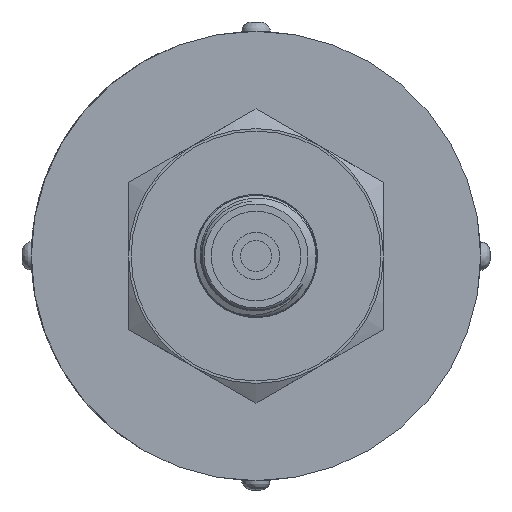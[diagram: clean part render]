
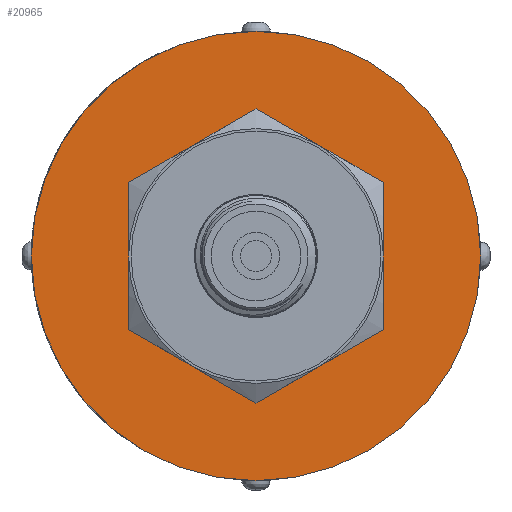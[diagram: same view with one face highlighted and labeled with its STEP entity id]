
A CAD part, left-side view. The second image highlights one B-rep face of the part: STEP entity #20965.
In plain terms, the highlighted face is planar.
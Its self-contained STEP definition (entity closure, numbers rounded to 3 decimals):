
#169=FACE_BOUND('',#2648,.T.);
#916=PLANE('',#22355);
#1415=FACE_OUTER_BOUND('',#2647,.T.);
#2647=EDGE_LOOP('',(#14717));
#2648=EDGE_LOOP('',(#14718));
#3907=CIRCLE('',#22354,13.25);
#3908=CIRCLE('',#22356,23.813);
#8764=VERTEX_POINT('',#35454);
#8765=VERTEX_POINT('',#35458);
#11075=EDGE_CURVE('',#8764,#8764,#3907,.T.);
#11076=EDGE_CURVE('',#8765,#8765,#3908,.T.);
#14717=ORIENTED_EDGE('',*,*,#11076,.F.);
#14718=ORIENTED_EDGE('',*,*,#11075,.T.);
#20965=ADVANCED_FACE('',(#1415,#169),#916,.T.);
#22354=AXIS2_PLACEMENT_3D('',#35456,#23816,#23817);
#22355=AXIS2_PLACEMENT_3D('',#35457,#23818,#23819);
#22356=AXIS2_PLACEMENT_3D('',#35459,#23820,#23821);
#23816=DIRECTION('center_axis',(-1.,0.,0.));
#23817=DIRECTION('ref_axis',(0.,0.,
1.));
#23818=DIRECTION('center_axis',(1.,0.,0.));
#23819=DIRECTION('ref_axis',(0.,0.,
-1.));
#23820=DIRECTION('center_axis',(-1.,0.,0.));
#23821=DIRECTION('ref_axis',(0.,0.,
1.));
#35454=CARTESIAN_POINT('',(34.,-13.25,0.));
#35456=CARTESIAN_POINT('Origin',(34.,0.,0.));
#35457=CARTESIAN_POINT('Origin',(34.,23.813,0.));
#35458=CARTESIAN_POINT('',(34.,-23.813,0.));
#35459=CARTESIAN_POINT('Origin',(34.,0.,0.));
